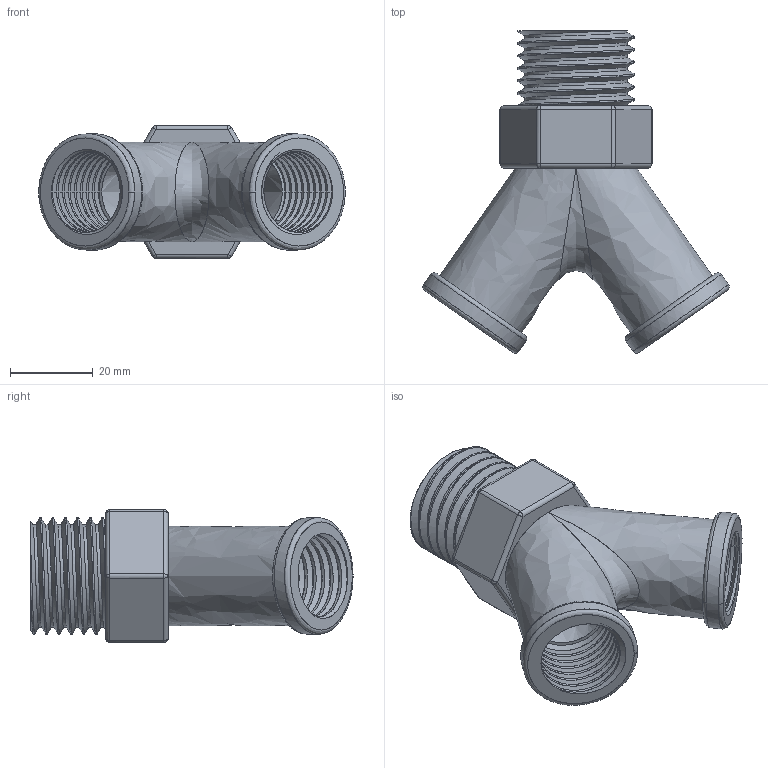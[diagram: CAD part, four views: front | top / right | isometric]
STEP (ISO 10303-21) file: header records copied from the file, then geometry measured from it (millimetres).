
FILE_DESCRIPTION(('FreeCAD Model'),'2;1');
FILE_NAME('Open CASCADE Shape Model','2025-05-03T13:32:41',('FreeCAD'),( 'FreeCAD'),'Open CASCADE STEP processor 7.6','FreeCAD','Unknown');
FILE_SCHEMA(('AUTOMOTIVE_DESIGN { 1 0 10303 214 1 1 1 1 }'));
Length unit declared in the file: millimetre
Products named in the file (1): Open CASCADE STEP translator 7.6 1
Bounding box: 74.1 x 77.88 x 32.16 mm (x, y, z)
Surface area: 19714.5 mm2 (no closed solid volume)
Topology: 0 solids, 161 shells, 161 faces, 682 edges, 651 vertices
Faces by surface type: bspline 161
Entity records: 20123 total; most frequent: CARTESIAN_POINT 16694, ORIENTED_EDGE 668, EDGE_CURVE 668, VERTEX_POINT 668, B_SPLINE_CURVE_WITH_KNOTS 502, FACE_BOUND 170, EDGE_LOOP 170, SHELL_BASED_SURFACE_MODEL 161
